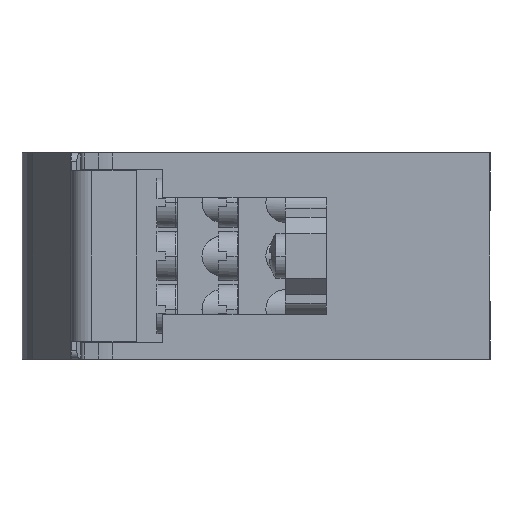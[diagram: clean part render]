
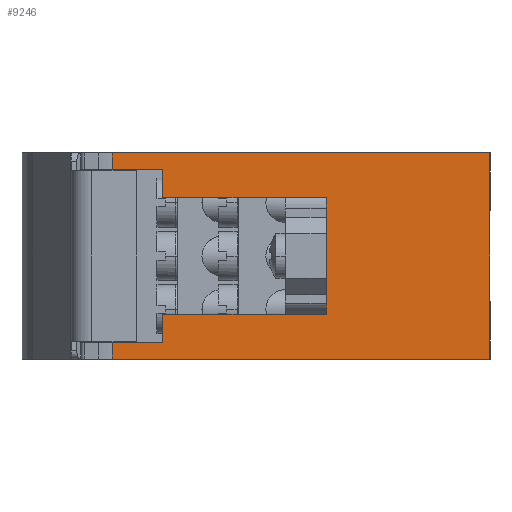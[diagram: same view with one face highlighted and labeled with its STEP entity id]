
A CAD part, left-side view. The second image highlights one B-rep face of the part: STEP entity #9246.
In plain terms, the highlighted planar face has unit normal (-1, 0, 0).
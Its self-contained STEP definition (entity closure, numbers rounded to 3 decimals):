
#649=DIRECTION('',(0.,0.,1.));
#650=VECTOR('',#649,9.5);
#651=CARTESIAN_POINT('',(-21.,20.,-4.75));
#652=LINE('',#651,#650);
#653=DIRECTION('',(0.,1.,0.));
#654=VECTOR('',#653,6.172);
#655=CARTESIAN_POINT('',(-21.,40.,10.6));
#656=LINE('',#655,#654);
#657=DIRECTION('',(0.,0.,1.));
#658=VECTOR('',#657,2.);
#659=CARTESIAN_POINT('',(-21.,46.172,10.6));
#660=LINE('',#659,#658);
#661=DIRECTION('',(0.,-1.,0.));
#662=VECTOR('',#661,46.172);
#663=CARTESIAN_POINT('',(-21.,46.172,12.6));
#664=LINE('',#663,#662);
#665=DIRECTION('',(0.,1.,0.));
#666=VECTOR('',#665,46.172);
#667=CARTESIAN_POINT('',(-21.,0.,-12.6));
#668=LINE('',#667,#666);
#669=DIRECTION('',(0.,-1.,0.));
#670=VECTOR('',#669,6.172);
#671=CARTESIAN_POINT('',(-21.,46.172,-10.6));
#672=LINE('',#671,#670);
#702=DIRECTION('',(0.,0.,-1.));
#703=VECTOR('',#702,2.35);
#704=CARTESIAN_POINT('',(-21.,20.,-4.75));
#705=LINE('',#704,#703);
#718=DIRECTION('',(0.,0.,-1.));
#719=VECTOR('',#718,2.35);
#720=CARTESIAN_POINT('',(-21.,20.,7.1));
#721=LINE('',#720,#719);
#2807=DIRECTION('',(0.,1.,0.));
#2808=VECTOR('',#2807,20.);
#2809=CARTESIAN_POINT('',(-21.,20.,-7.1));
#2810=LINE('',#2809,#2808);
#2811=DIRECTION('',(0.,0.,-1.));
#2812=VECTOR('',#2811,3.5);
#2813=CARTESIAN_POINT('',(-21.,40.,-7.1));
#2814=LINE('',#2813,#2812);
#4813=DIRECTION('',(0.,0.,1.));
#4814=VECTOR('',#4813,25.2);
#4815=CARTESIAN_POINT('',(-21.,0.,-12.6));
#4816=LINE('',#4815,#4814);
#5414=DIRECTION('',(0.,0.,-1.));
#5415=VECTOR('',#5414,2.);
#5416=CARTESIAN_POINT('',(-21.,46.172,-10.6));
#5417=LINE('',#5416,#5415);
#5418=DIRECTION('',(0.,0.,-1.));
#5419=VECTOR('',#5418,3.5);
#5420=CARTESIAN_POINT('',(-21.,40.,10.6));
#5421=LINE('',#5420,#5419);
#5434=DIRECTION('',(0.,-1.,0.));
#5435=VECTOR('',#5434,20.);
#5436=CARTESIAN_POINT('',(-21.,40.,7.1));
#5437=LINE('',#5436,#5435);
#6815=CARTESIAN_POINT('',(-21.,46.172,-12.6));
#6816=VERTEX_POINT('',#6815);
#6817=CARTESIAN_POINT('',(-21.,0.,-12.6));
#6818=VERTEX_POINT('',#6817);
#6901=CARTESIAN_POINT('',(-21.,0.,12.6));
#6902=VERTEX_POINT('',#6901);
#6903=CARTESIAN_POINT('',(-21.,46.172,12.6));
#6904=VERTEX_POINT('',#6903);
#6961=CARTESIAN_POINT('',(-21.,46.172,10.6));
#6962=VERTEX_POINT('',#6961);
#6964=CARTESIAN_POINT('',(-21.,40.,10.6));
#6966=VERTEX_POINT('',#6964);
#6991=CARTESIAN_POINT('',(-21.,46.172,-10.6));
#6993=VERTEX_POINT('',#6991);
#7009=CARTESIAN_POINT('',(-21.,40.,-10.6));
#7010=VERTEX_POINT('',#7009);
#7011=CARTESIAN_POINT('',(-21.,40.,-7.1));
#7012=VERTEX_POINT('',#7011);
#7013=CARTESIAN_POINT('',(-21.,20.,-7.1));
#7014=VERTEX_POINT('',#7013);
#7015=CARTESIAN_POINT('',(-21.,40.,7.1));
#7016=CARTESIAN_POINT('',(-21.,20.,7.1));
#7017=VERTEX_POINT('',#7015);
#7018=VERTEX_POINT('',#7016);
#8320=CARTESIAN_POINT('',(-21.,20.,-4.75));
#8321=CARTESIAN_POINT('',(-21.,20.,4.75));
#8322=VERTEX_POINT('',#8320);
#8323=VERTEX_POINT('',#8321);
#9212=CARTESIAN_POINT('',(-21.,23.086,0.));
#9213=DIRECTION('',(1.,0.,0.));
#9214=DIRECTION('',(0.,-1.,0.));
#9215=AXIS2_PLACEMENT_3D('',#9212,#9213,#9214);
#9216=PLANE('',#9215);
#9217=ORIENTED_EDGE('',*,*,#9198,.T.);
#9219=ORIENTED_EDGE('',*,*,#9218,.F.);
#9221=ORIENTED_EDGE('',*,*,#9220,.F.);
#9223=ORIENTED_EDGE('',*,*,#9222,.F.);
#9225=ORIENTED_EDGE('',*,*,#9224,.T.);
#9227=ORIENTED_EDGE('',*,*,#9226,.T.);
#9229=ORIENTED_EDGE('',*,*,#9228,.T.);
#9231=ORIENTED_EDGE('',*,*,#9230,.F.);
#9233=ORIENTED_EDGE('',*,*,#9232,.T.);
#9235=ORIENTED_EDGE('',*,*,#9234,.F.);
#9237=ORIENTED_EDGE('',*,*,#9236,.T.);
#9239=ORIENTED_EDGE('',*,*,#9238,.F.);
#9241=ORIENTED_EDGE('',*,*,#9240,.F.);
#9243=ORIENTED_EDGE('',*,*,#9242,.F.);
#9244=EDGE_LOOP('',(#9217,#9219,#9221,#9223,#9225,#9227,#9229,#9231,#9233,#9235,
#9237,#9239,#9241,#9243));
#9245=FACE_OUTER_BOUND('',#9244,.F.);
#9198=EDGE_CURVE('',#8322,#8323,#652,.T.);
#9218=EDGE_CURVE('',#7018,#8323,#721,.T.);
#9220=EDGE_CURVE('',#7017,#7018,#5437,.T.);
#9222=EDGE_CURVE('',#6966,#7017,#5421,.T.);
#9224=EDGE_CURVE('',#6966,#6962,#656,.T.);
#9226=EDGE_CURVE('',#6962,#6904,#660,.T.);
#9228=EDGE_CURVE('',#6904,#6902,#664,.T.);
#9230=EDGE_CURVE('',#6818,#6902,#4816,.T.);
#9232=EDGE_CURVE('',#6818,#6816,#668,.T.);
#9234=EDGE_CURVE('',#6993,#6816,#5417,.T.);
#9236=EDGE_CURVE('',#6993,#7010,#672,.T.);
#9238=EDGE_CURVE('',#7012,#7010,#2814,.T.);
#9240=EDGE_CURVE('',#7014,#7012,#2810,.T.);
#9242=EDGE_CURVE('',#8322,#7014,#705,.T.);
#9246=ADVANCED_FACE('',(#9245),#9216,.F.);
